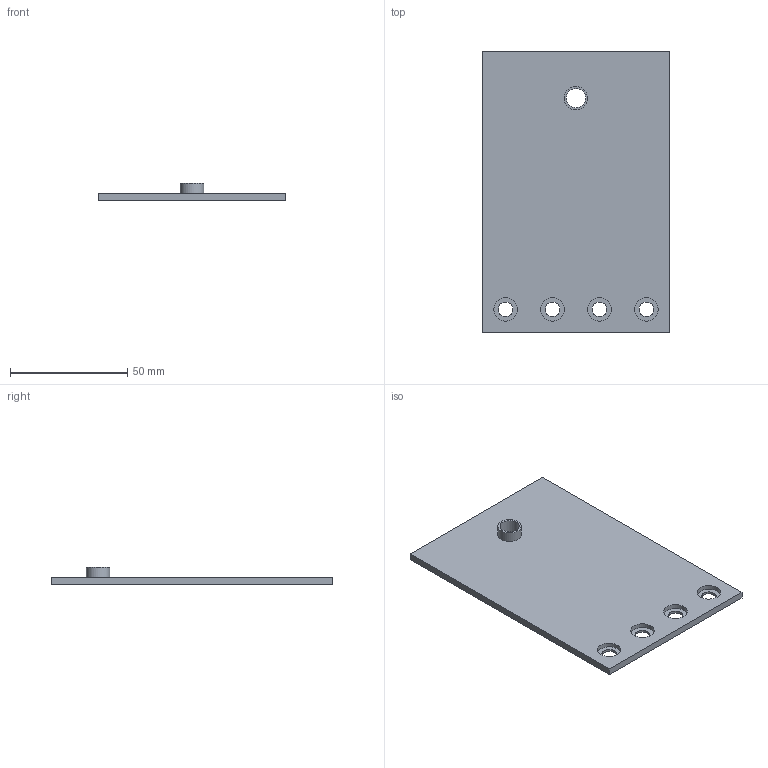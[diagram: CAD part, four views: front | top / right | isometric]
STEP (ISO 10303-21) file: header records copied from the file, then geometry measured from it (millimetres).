
FILE_DESCRIPTION(('HOOPS Exchange Step'),'2;1');
FILE_NAME('temp_export','2023-05-26T16:31:37+02:00',('loopandco'),('Shapr3D Limited'),'HOOPS Exchange 2022.2','Shapr3D','Authorized');
FILE_SCHEMA( ('AUTOMOTIVE_DESIGN { 1 0 10303 214 1 1 1 1 }') );
Length unit declared in the file: millimetre
Products named in the file (1): root
Bounding box: 80 x 120 x 7.5 mm (x, y, z)
Volume: 28008.3 mm3; surface area: 20716.7 mm2
Topology: 1 solids, 1 shells, 21 faces, 62 edges, 48 vertices
Faces by surface type: plane 11, cylinder 10
Full cylindrical faces by diameter (mm): 6.2 x4, 8.2 x1, 10 x5
Entity records: 800 total; most frequent: DIRECTION 146, CARTESIAN_POINT 132, ORIENTED_EDGE 124, AXIS2_PLACEMENT_3D 62, EDGE_CURVE 62, VERTEX_POINT 48, CIRCLE 40, EDGE_LOOP 36
